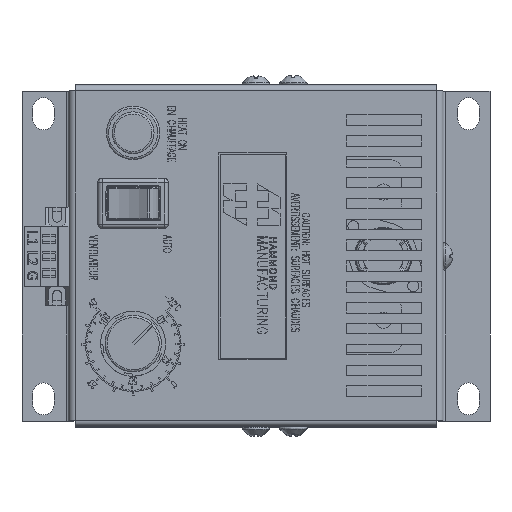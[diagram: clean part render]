
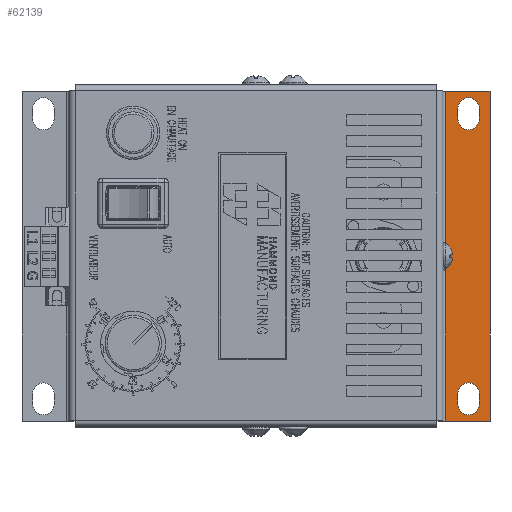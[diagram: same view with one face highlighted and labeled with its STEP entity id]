
A CAD part, top view. The second image highlights one B-rep face of the part: STEP entity #62139.
In plain terms, the highlighted planar face has unit normal (0, 0, 1).
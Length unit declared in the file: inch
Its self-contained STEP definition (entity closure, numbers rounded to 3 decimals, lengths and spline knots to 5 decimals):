
#64 = CARTESIAN_POINT ( 'NONE',  ( 2.6125, 0., -4.398 ) ) ;
#986 = LINE ( 'NONE', #107881, #136060 ) ;
#3536 = CARTESIAN_POINT ( 'NONE',  ( 2.43631, 1.929, -4.398 ) ) ;
#10480 = ORIENTED_EDGE ( 'NONE', *, *, #29072, .T. ) ;
#11374 = VERTEX_POINT ( 'NONE', #40232 ) ;
#12179 = FACE_BOUND ( 'NONE', #105891, .T. ) ;
#12855 = FACE_BOUND ( 'NONE', #26929, .T. ) ;
#13017 = VERTEX_POINT ( 'NONE', #65070 ) ;
#17927 = VERTEX_POINT ( 'NONE', #35194 ) ;
#18786 = VECTOR ( 'NONE', #45642, 39.37008 ) ;
#20478 = DIRECTION ( 'NONE',  ( 1., 0., 0. ) ) ;
#21812 = EDGE_CURVE ( 'NONE', #113283, #70859, #108267, .T. ) ;
#25646 = CARTESIAN_POINT ( 'NONE',  ( 2.4875, 1.7305, -4.398 ) ) ;
#26399 = DIRECTION ( 'NONE',  ( -1., 0., 0. ) ) ;
#26419 = VERTEX_POINT ( 'NONE', #29095 ) ;
#26929 = EDGE_LOOP ( 'NONE', ( #67138, #50652, #104321, #78618 ) ) ;
#28286 = EDGE_CURVE ( 'NONE', #116917, #68564, #62047, .T. ) ;
#29072 = EDGE_CURVE ( 'NONE', #68564, #60183, #129109, .T. ) ;
#29095 = CARTESIAN_POINT ( 'NONE',  ( 2.3625, 1.7305, -4.398 ) ) ;
#31313 = CARTESIAN_POINT ( 'NONE',  ( 2.6125, 1.7305, -4.398 ) ) ;
#31314 = VECTOR ( 'NONE', #108031, 39.37008 ) ;
#34415 = CARTESIAN_POINT ( 'NONE',  ( 2.6125, -1.7305, -4.398 ) ) ;
#35194 = CARTESIAN_POINT ( 'NONE',  ( 2.3625, -1.6055, -4.398 ) ) ;
#35278 = LINE ( 'NONE', #98064, #18786 ) ;
#35576 = LINE ( 'NONE', #129424, #31314 ) ;
#35746 = DIRECTION ( 'NONE',  ( 0., 1., 0. ) ) ;
#36037 = AXIS2_PLACEMENT_3D ( 'NONE', #90446, #132561, #122894 ) ;
#37115 = AXIS2_PLACEMENT_3D ( 'NONE', #115558, #72804, #105192 ) ;
#37395 = VECTOR ( 'NONE', #108380, 39.37008 ) ;
#38800 = VERTEX_POINT ( 'NONE', #108210 ) ;
#40232 = CARTESIAN_POINT ( 'NONE',  ( 2.3625, 1.6055, -4.398 ) ) ;
#40712 = CARTESIAN_POINT ( 'NONE',  ( 2.3625, 0., -4.398 ) ) ;
#41023 = VECTOR ( 'NONE', #95860, 39.37008 ) ;
#43107 = CARTESIAN_POINT ( 'NONE',  ( 2.7375, -1.929, -4.398 ) ) ;
#43431 = EDGE_CURVE ( 'NONE', #115030, #38800, #128608, .T. ) ;
#44418 = DIRECTION ( 'NONE',  ( 1., 0., 0. ) ) ;
#44807 = CARTESIAN_POINT ( 'NONE',  ( 2.6125, 0., -4.398 ) ) ;
#45642 = DIRECTION ( 'NONE',  ( 0., 1., 0. ) ) ;
#46273 = CARTESIAN_POINT ( 'NONE',  ( 2.6125, 1.6055, -4.398 ) ) ;
#50652 = ORIENTED_EDGE ( 'NONE', *, *, #73049, .T. ) ;
#51585 = AXIS2_PLACEMENT_3D ( 'NONE', #54258, #105990, #20478 ) ;
#51611 = VECTOR ( 'NONE', #105610, 39.37008 ) ;
#52098 = EDGE_LOOP ( 'NONE', ( #130276, #10480, #111365, #89549 ) ) ;
#53563 = PLANE ( 'NONE',  #51585 ) ;
#53794 = LINE ( 'NONE', #40712, #41023 ) ;
#53982 = CIRCLE ( 'NONE', #60588, 0.125 ) ;
#54258 = CARTESIAN_POINT ( 'NONE',  ( 2.43631, 0., -4.398 ) ) ;
#54368 = CIRCLE ( 'NONE', #89618, 0.125 ) ;
#55440 = ORIENTED_EDGE ( 'NONE', *, *, #95274, .T. ) ;
#57485 = DIRECTION ( 'NONE',  ( 0., 0., -1. ) ) ;
#58249 = EDGE_CURVE ( 'NONE', #60183, #13017, #35576, .T. ) ;
#59182 = CIRCLE ( 'NONE', #37115, 0.125 ) ;
#60183 = VERTEX_POINT ( 'NONE', #74448 ) ;
#60588 = AXIS2_PLACEMENT_3D ( 'NONE', #25646, #80116, #67740 ) ;
#62047 = LINE ( 'NONE', #104107, #68038 ) ;
#62139 = ADVANCED_FACE ( 'NONE', ( #12855, #12179, #85282 ), #53563, .T. ) ;
#64593 = EDGE_CURVE ( 'NONE', #38800, #17927, #53794, .T. ) ;
#65070 = CARTESIAN_POINT ( 'NONE',  ( 2.2175, -1.929, -4.398 ) ) ;
#65979 = CARTESIAN_POINT ( 'NONE',  ( 2.6125, -1.6055, -4.398 ) ) ;
#67138 = ORIENTED_EDGE ( 'NONE', *, *, #21812, .T. ) ;
#67740 = DIRECTION ( 'NONE',  ( 1., 0., 0. ) ) ;
#67821 = CARTESIAN_POINT ( 'NONE',  ( 2.4875, -1.6055, -4.398 ) ) ;
#68038 = VECTOR ( 'NONE', #35746, 39.37008 ) ;
#68564 = VERTEX_POINT ( 'NONE', #83825 ) ;
#70652 = EDGE_CURVE ( 'NONE', #17927, #107832, #54368, .T. ) ;
#70859 = VERTEX_POINT ( 'NONE', #46273 ) ;
#72250 = ORIENTED_EDGE ( 'NONE', *, *, #70652, .T. ) ;
#72804 = DIRECTION ( 'NONE',  ( 0., 0., -1. ) ) ;
#73049 = EDGE_CURVE ( 'NONE', #70859, #11374, #59182, .T. ) ;
#74448 = CARTESIAN_POINT ( 'NONE',  ( 2.2175, 1.929, -4.398 ) ) ;
#76544 = DIRECTION ( 'NONE',  ( 0., -1., 0. ) ) ;
#78618 = ORIENTED_EDGE ( 'NONE', *, *, #96634, .T. ) ;
#80116 = DIRECTION ( 'NONE',  ( 0., 0., -1. ) ) ;
#83825 = CARTESIAN_POINT ( 'NONE',  ( 2.7375, 1.929, -4.398 ) ) ;
#85282 = FACE_OUTER_BOUND ( 'NONE', #52098, .T. ) ;
#89549 = ORIENTED_EDGE ( 'NONE', *, *, #124617, .T. ) ;
#89618 = AXIS2_PLACEMENT_3D ( 'NONE', #67821, #57485, #26399 ) ;
#90446 = CARTESIAN_POINT ( 'NONE',  ( 2.4875, -1.7305, -4.398 ) ) ;
#95182 = ORIENTED_EDGE ( 'NONE', *, *, #64593, .T. ) ;
#95262 = LINE ( 'NONE', #64, #51611 ) ;
#95274 = EDGE_CURVE ( 'NONE', #107832, #115030, #95262, .T. ) ;
#95860 = DIRECTION ( 'NONE',  ( 0., 1., 0. ) ) ;
#96634 = EDGE_CURVE ( 'NONE', #26419, #113283, #53982, .T. ) ;
#98064 = CARTESIAN_POINT ( 'NONE',  ( 2.3625, 0., -4.398 ) ) ;
#104107 = CARTESIAN_POINT ( 'NONE',  ( 2.7375, 0., -4.398 ) ) ;
#104321 = ORIENTED_EDGE ( 'NONE', *, *, #121612, .T. ) ;
#105192 = DIRECTION ( 'NONE',  ( 1., 0., 0. ) ) ;
#105610 = DIRECTION ( 'NONE',  ( 0., -1., 0. ) ) ;
#105891 = EDGE_LOOP ( 'NONE', ( #55440, #125445, #95182, #72250 ) ) ;
#105990 = DIRECTION ( 'NONE',  ( 0., 0., 1. ) ) ;
#107832 = VERTEX_POINT ( 'NONE', #65979 ) ;
#107881 = CARTESIAN_POINT ( 'NONE',  ( 2.43631, -1.929, -4.398 ) ) ;
#108031 = DIRECTION ( 'NONE',  ( 0., -1., 0. ) ) ;
#108210 = CARTESIAN_POINT ( 'NONE',  ( 2.3625, -1.7305, -4.398 ) ) ;
#108267 = LINE ( 'NONE', #44807, #118855 ) ;
#108380 = DIRECTION ( 'NONE',  ( -1., 0., 0. ) ) ;
#111365 = ORIENTED_EDGE ( 'NONE', *, *, #58249, .T. ) ;
#113283 = VERTEX_POINT ( 'NONE', #31313 ) ;
#115030 = VERTEX_POINT ( 'NONE', #34415 ) ;
#115558 = CARTESIAN_POINT ( 'NONE',  ( 2.4875, 1.6055, -4.398 ) ) ;
#116917 = VERTEX_POINT ( 'NONE', #43107 ) ;
#118855 = VECTOR ( 'NONE', #76544, 39.37008 ) ;
#121612 = EDGE_CURVE ( 'NONE', #11374, #26419, #35278, .T. ) ;
#122894 = DIRECTION ( 'NONE',  ( -1., 0., 0. ) ) ;
#124617 = EDGE_CURVE ( 'NONE', #13017, #116917, #986, .T. ) ;
#125445 = ORIENTED_EDGE ( 'NONE', *, *, #43431, .T. ) ;
#128608 = CIRCLE ( 'NONE', #36037, 0.125 ) ;
#129109 = LINE ( 'NONE', #3536, #37395 ) ;
#129424 = CARTESIAN_POINT ( 'NONE',  ( 2.2175, 0., -4.398 ) ) ;
#130276 = ORIENTED_EDGE ( 'NONE', *, *, #28286, .T. ) ;
#132561 = DIRECTION ( 'NONE',  ( 0., 0., -1. ) ) ;
#136060 = VECTOR ( 'NONE', #44418, 39.37008 ) ;
